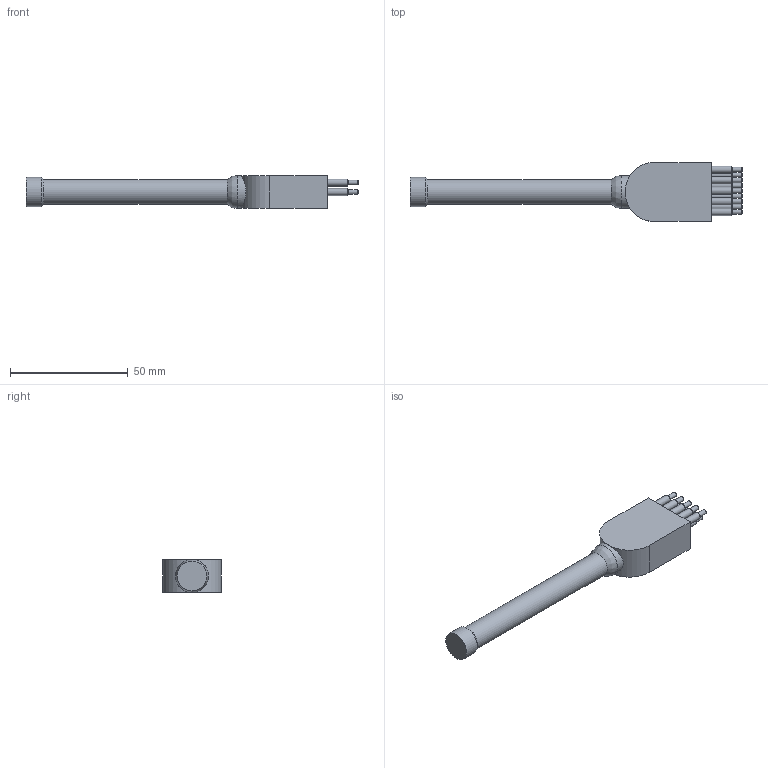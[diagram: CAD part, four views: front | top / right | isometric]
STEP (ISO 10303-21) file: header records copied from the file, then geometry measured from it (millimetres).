
FILE_DESCRIPTION(/* description */ (''),/* implementation_level */ '2;1');
FILE_NAME(/* name */ 'MCLPDC9M.stp',/* time_stamp */ '2016-03-02T09:20:58+01:00',/* author */ ('sh'),/* organization */ (''),/* preprocessor_version */ 'ST-DEVELOPER v15.2',/* originating_system */ 'Autodesk Inventor 2014',/* authorisation */ '');
FILE_SCHEMA (('AUTOMOTIVE_DESIGN { 1 0 10303 214 3 1 1 }'));
Length unit declared in the file: millimetre
Products named in the file (1): MCLPDC9M
Bounding box: 141 x 25 x 14 mm (x, y, z)
Volume: 21131.9 mm3; surface area: 7386.7 mm2
Topology: 1 solids, 1 shells, 235 faces, 597 edges, 387 vertices
Faces by surface type: bspline 102, plane 91, cylinder 23, cone 19
Full cylindrical faces by diameter (mm): 2 x9, 3 x9, 10.5 x1, 12.5 x1, 14 x1
Entity records: 7797 total; most frequent: CARTESIAN_POINT 2856, ORIENTED_EDGE 1112, DIRECTION 677, EDGE_CURVE 556, VERTEX_POINT 386, EDGE_LOOP 298, LINE 293, VECTOR 293
